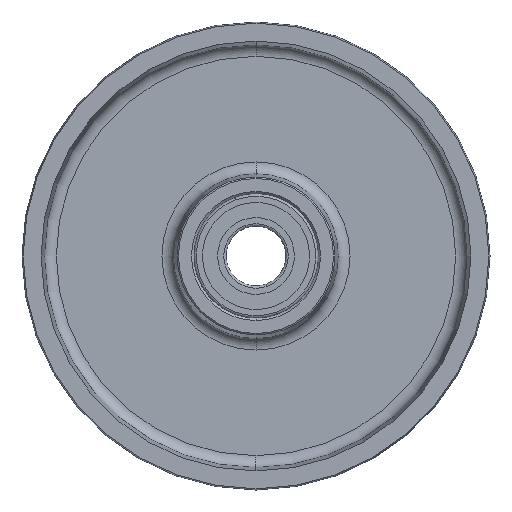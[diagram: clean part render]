
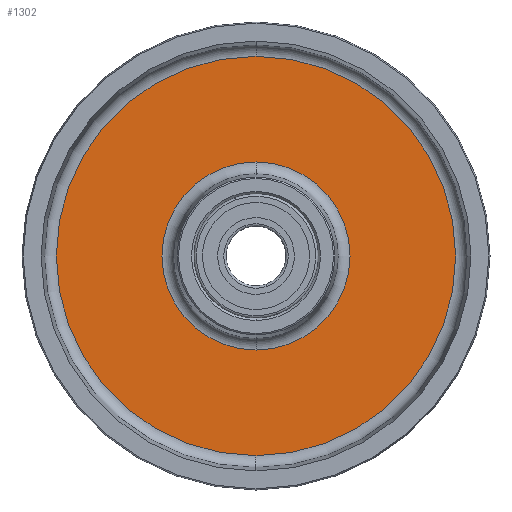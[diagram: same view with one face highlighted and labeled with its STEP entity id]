
A CAD part, left-side view. The second image highlights one B-rep face of the part: STEP entity #1302.
In plain terms, the highlighted planar face has unit normal (-1, 0, 0).
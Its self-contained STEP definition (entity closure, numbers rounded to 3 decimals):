
#13 = CARTESIAN_POINT ( 'NONE',  ( -3.5, 0., -39.375 ) ) ;
#54 = ORIENTED_EDGE ( 'NONE', *, *, #1323, .F. ) ;
#264 = DIRECTION ( 'NONE',  ( 0., 0., 1. ) ) ;
#272 = DIRECTION ( 'NONE',  ( -1., 0., 0. ) ) ;
#282 = CARTESIAN_POINT ( 'NONE',  ( -3.5, 0., 0. ) ) ;
#302 = CIRCLE ( 'NONE', #1842, 39.375 ) ;
#315 = CIRCLE ( 'NONE', #2051, 83.625 ) ;
#377 = DIRECTION ( 'NONE',  ( -1., 0., 0. ) ) ;
#381 = VERTEX_POINT ( 'NONE', #1628 ) ;
#482 = EDGE_LOOP ( 'NONE', ( #2300, #484 ) ) ;
#484 = ORIENTED_EDGE ( 'NONE', *, *, #1191, .T. ) ;
#616 = AXIS2_PLACEMENT_3D ( 'NONE', #282, #272, #264 ) ;
#681 = EDGE_CURVE ( 'NONE', #2085, #1261, #302, .T. ) ;
#954 = FACE_BOUND ( 'NONE', #1150, .T. ) ;
#1134 = AXIS2_PLACEMENT_3D ( 'NONE', #1883, #1872, #1863 ) ;
#1150 = EDGE_LOOP ( 'NONE', ( #54, #2190 ) ) ;
#1191 = EDGE_CURVE ( 'NONE', #381, #2554, #315, .T. ) ;
#1261 = VERTEX_POINT ( 'NONE', #2779 ) ;
#1302 = ADVANCED_FACE ( 'NONE', ( #954, #2433 ), #2175, .F. ) ;
#1323 = EDGE_CURVE ( 'NONE', #1261, #2085, #2565, .T. ) ;
#1347 = DIRECTION ( 'NONE',  ( 0., 0., 1. ) ) ;
#1526 = CARTESIAN_POINT ( 'NONE',  ( -3.5, 0., 0. ) ) ;
#1608 = EDGE_CURVE ( 'NONE', #2554, #381, #2697, .T. ) ;
#1625 = AXIS2_PLACEMENT_3D ( 'NONE', #2004, #1984, #1979 ) ;
#1628 = CARTESIAN_POINT ( 'NONE',  ( -3.5, 0., -83.625 ) ) ;
#1842 = AXIS2_PLACEMENT_3D ( 'NONE', #1526, #377, #2139 ) ;
#1863 = DIRECTION ( 'NONE',  ( 0., 0., 1. ) ) ;
#1872 = DIRECTION ( 'NONE',  ( -1., 0., 0. ) ) ;
#1883 = CARTESIAN_POINT ( 'NONE',  ( -3.5, 0., 0. ) ) ;
#1979 = DIRECTION ( 'NONE',  ( 0., 0., -1. ) ) ;
#1984 = DIRECTION ( 'NONE',  ( 1., 0., 0. ) ) ;
#2004 = CARTESIAN_POINT ( 'NONE',  ( -3.5, 0., -83.625 ) ) ;
#2019 = CARTESIAN_POINT ( 'NONE',  ( -3.5, 0., 83.625 ) ) ;
#2051 = AXIS2_PLACEMENT_3D ( 'NONE', #2839, #2834, #1347 ) ;
#2085 = VERTEX_POINT ( 'NONE', #13 ) ;
#2139 = DIRECTION ( 'NONE',  ( 0., 0., 1. ) ) ;
#2175 = PLANE ( 'NONE',  #1625 ) ;
#2190 = ORIENTED_EDGE ( 'NONE', *, *, #681, .F. ) ;
#2300 = ORIENTED_EDGE ( 'NONE', *, *, #1608, .T. ) ;
#2433 = FACE_OUTER_BOUND ( 'NONE', #482, .T. ) ;
#2554 = VERTEX_POINT ( 'NONE', #2019 ) ;
#2565 = CIRCLE ( 'NONE', #1134, 39.375 ) ;
#2697 = CIRCLE ( 'NONE', #616, 83.625 ) ;
#2779 = CARTESIAN_POINT ( 'NONE',  ( -3.5, 0., 39.375 ) ) ;
#2834 = DIRECTION ( 'NONE',  ( -1., 0., 0. ) ) ;
#2839 = CARTESIAN_POINT ( 'NONE',  ( -3.5, 0., 0. ) ) ;
